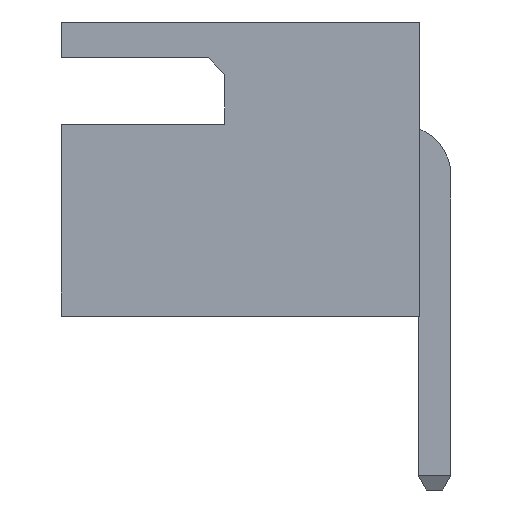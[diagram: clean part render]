
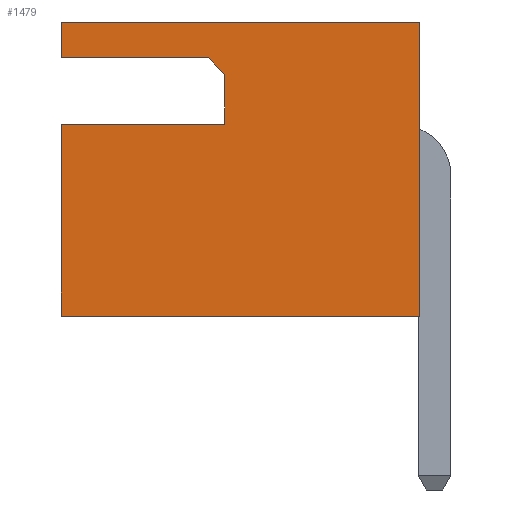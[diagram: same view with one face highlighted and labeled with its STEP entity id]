
A CAD part, left-side view. The second image highlights one B-rep face of the part: STEP entity #1479.
In plain terms, the highlighted planar face has unit normal (-1, 0, 0).
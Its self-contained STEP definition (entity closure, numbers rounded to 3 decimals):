
#1479=ADVANCED_FACE('',(#2694),#2696,.T.);
#2694=FACE_BOUND('',#2695,.T.);
#2695=EDGE_LOOP('',(#3710,#3711,#3712,#3713,#3714,#3715,#3716,#3717,#3718));
#2696=PLANE('',#2697);
#2697=AXIS2_PLACEMENT_3D('',#2698,#2699,#2700);
#2698=CARTESIAN_POINT('',(-42.55,0.3,0.));
#2699=DIRECTION('',(-1.,0.,0.));
#2700=DIRECTION('',(0.,0.,1.));
#3710=ORIENTED_EDGE('',*,*,#4318,.T.);
#3711=ORIENTED_EDGE('',*,*,#4319,.T.);
#3712=ORIENTED_EDGE('',*,*,#4320,.F.);
#3713=ORIENTED_EDGE('',*,*,#4222,.F.);
#3714=ORIENTED_EDGE('',*,*,#4248,.T.);
#3715=ORIENTED_EDGE('',*,*,#4302,.T.);
#3716=ORIENTED_EDGE('',*,*,#4321,.F.);
#3717=ORIENTED_EDGE('',*,*,#4322,.T.);
#3718=ORIENTED_EDGE('',*,*,#4323,.T.);
#4222=EDGE_CURVE('',#4862,#4864,#4865,.T.);
#4248=EDGE_CURVE('',#4862,#4897,#4899,.T.);
#4302=EDGE_CURVE('',#4897,#4971,#4973,.T.);
#4318=EDGE_CURVE('',#4989,#4990,#4991,.F.);
#4319=EDGE_CURVE('',#4990,#4992,#4993,.F.);
#4320=EDGE_CURVE('',#4864,#4992,#4994,.T.);
#4321=EDGE_CURVE('',#4995,#4971,#4996,.T.);
#4322=EDGE_CURVE('',#4995,#4997,#4998,.F.);
#4323=EDGE_CURVE('',#4997,#4989,#4999,.F.);
#4862=VERTEX_POINT('',#6053);
#4864=VERTEX_POINT('',#6057);
#4865=LINE('',#6058,#6059);
#4897=VERTEX_POINT('',#6140);
#4899=LINE('',#6144,#6145);
#4971=VERTEX_POINT('',#6322);
#4973=LINE('',#6326,#6327);
#4989=VERTEX_POINT('',#6374);
#4990=VERTEX_POINT('',#6375);
#4991=LINE('',#6376,#6377);
#4992=VERTEX_POINT('',#6379);
#4993=LINE('',#6380,#6381);
#4994=LINE('',#6383,#6384);
#4995=VERTEX_POINT('',#6386);
#4996=LINE('',#6387,#6388);
#4997=VERTEX_POINT('',#6390);
#4998=LINE('',#6391,#6392);
#4999=LINE('',#6394,#6395);
#6053=CARTESIAN_POINT('',(-42.55,0.3,0.));
#6057=CARTESIAN_POINT('',(-42.55,7.3,0.));
#6058=CARTESIAN_POINT('',(-42.55,0.3,0.));
#6059=VECTOR('',#6060,1.);
#6060=DIRECTION('',(0.,1.,0.));
#6140=CARTESIAN_POINT('',(-42.55,0.3,5.75));
#6144=CARTESIAN_POINT('',(-42.55,0.3,0.));
#6145=VECTOR('',#6146,1.);
#6146=DIRECTION('',(0.,0.,1.));
#6322=CARTESIAN_POINT('',(-42.55,7.3,5.75));
#6326=CARTESIAN_POINT('',(-42.55,0.3,5.75));
#6327=VECTOR('',#6328,1.);
#6328=DIRECTION('',(0.,1.,0.));
#6374=CARTESIAN_POINT('',(-42.55,4.1,4.725));
#6375=CARTESIAN_POINT('',(-42.55,4.1,3.75));
#6376=CARTESIAN_POINT('',(-42.55,4.1,3.75));
#6377=VECTOR('',#6378,1.);
#6378=DIRECTION('',(0.,0.,1.));
#6379=CARTESIAN_POINT('',(-42.55,7.3,3.75));
#6380=CARTESIAN_POINT('',(-42.55,7.3,3.75));
#6381=VECTOR('',#6382,1.);
#6382=DIRECTION('',(0.,-1.,0.));
#6383=CARTESIAN_POINT('',(-42.55,7.3,0.));
#6384=VECTOR('',#6385,1.);
#6385=DIRECTION('',(0.,0.,1.));
#6386=CARTESIAN_POINT('',(-42.55,7.3,5.05));
#6387=CARTESIAN_POINT('',(-42.55,7.3,5.05));
#6388=VECTOR('',#6389,1.);
#6389=DIRECTION('',(0.,0.,1.));
#6390=CARTESIAN_POINT('',(-42.55,4.425,5.05));
#6391=CARTESIAN_POINT('',(-42.55,4.425,5.05));
#6392=VECTOR('',#6393,1.);
#6393=DIRECTION('',(0.,1.,0.));
#6394=CARTESIAN_POINT('',(-42.55,4.1,4.725));
#6395=VECTOR('',#6396,1.);
#6396=DIRECTION('',(0.,0.707,0.707));
